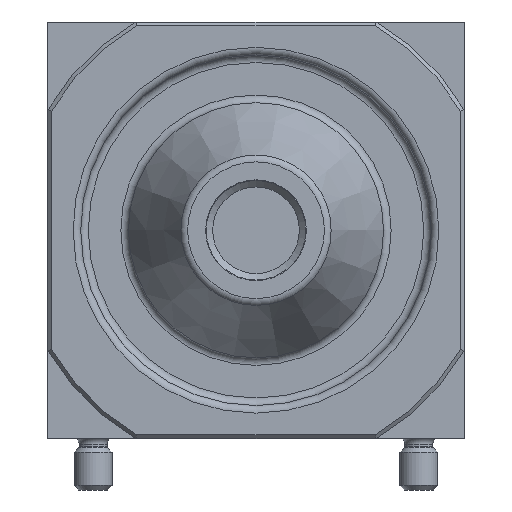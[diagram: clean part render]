
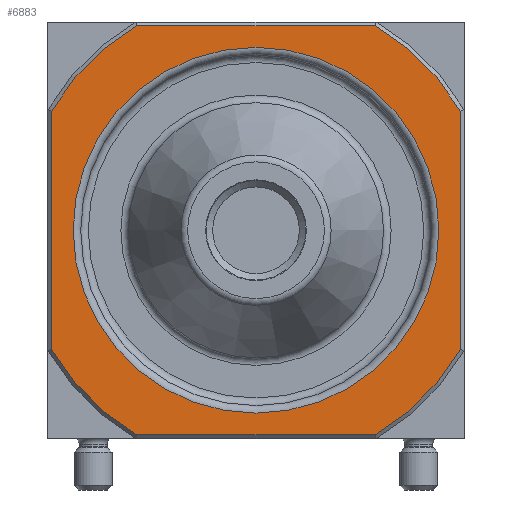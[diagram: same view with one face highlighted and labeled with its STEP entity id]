
A CAD part, front view. The second image highlights one B-rep face of the part: STEP entity #6883.
In plain terms, the highlighted planar face has unit normal (0, -1, 0).
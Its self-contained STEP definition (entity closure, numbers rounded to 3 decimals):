
#137=LINE('',#9628,#495);
#138=LINE('',#9642,#496);
#139=LINE('',#9648,#497);
#140=LINE('',#9652,#498);
#495=VECTOR('',#7980,1000.);
#496=VECTOR('',#7985,1000.);
#497=VECTOR('',#7990,1000.);
#498=VECTOR('',#7993,1000.);
#815=PLANE('',#7257);
#1158=ORIENTED_EDGE('',*,*,#2497,.F.);
#1159=ORIENTED_EDGE('',*,*,#2498,.T.);
#1160=ORIENTED_EDGE('',*,*,#2499,.T.);
#1161=ORIENTED_EDGE('',*,*,#2494,.T.);
#1162=ORIENTED_EDGE('',*,*,#2500,.T.);
#1163=ORIENTED_EDGE('',*,*,#2501,.F.);
#1164=ORIENTED_EDGE('',*,*,#2502,.T.);
#1165=ORIENTED_EDGE('',*,*,#2503,.F.);
#1166=ORIENTED_EDGE('',*,*,#2504,.T.);
#2494=EDGE_CURVE('',#3158,#3159,#137,.T.);
#2497=EDGE_CURVE('',#3160,#3160,#3584,.T.);
#2498=EDGE_CURVE('',#3161,#3162,#138,.T.);
#2499=EDGE_CURVE('',#3162,#3158,#3585,.T.);
#2500=EDGE_CURVE('',#3159,#3163,#3586,.T.);
#2501=EDGE_CURVE('',#3164,#3163,#139,.T.);
#2502=EDGE_CURVE('',#3164,#3165,#3587,.T.);
#2503=EDGE_CURVE('',#3166,#3165,#140,.T.);
#2504=EDGE_CURVE('',#3166,#3161,#3588,.T.);
#3158=VERTEX_POINT('',#9629);
#3159=VERTEX_POINT('',#9630);
#3160=VERTEX_POINT('',#9641);
#3161=VERTEX_POINT('',#9643);
#3162=VERTEX_POINT('',#9644);
#3163=VERTEX_POINT('',#9647);
#3164=VERTEX_POINT('',#9649);
#3165=VERTEX_POINT('',#9651);
#3166=VERTEX_POINT('',#9653);
#3584=CIRCLE('',#7258,24.15);
#3585=CIRCLE('',#7259,31.25);
#3586=CIRCLE('',#7260,31.25);
#3587=CIRCLE('',#7261,31.25);
#3588=CIRCLE('',#7262,31.25);
#3859=EDGE_LOOP('',(#1158));
#3860=EDGE_LOOP('',(#1159,#1160,#1161,#1162,#1163,#1164,#1165,#1166));
#4277=FACE_BOUND('',#3859,.T.);
#4278=FACE_BOUND('',#3860,.T.);
#6883=ADVANCED_FACE('',(#4277,#4278),#815,.F.);
#7257=AXIS2_PLACEMENT_3D('',#9639,#7981,#7982);
#7258=AXIS2_PLACEMENT_3D('',#9640,#7983,#7984);
#7259=AXIS2_PLACEMENT_3D('',#9645,#7986,#7987);
#7260=AXIS2_PLACEMENT_3D('',#9646,#7988,#7989);
#7261=AXIS2_PLACEMENT_3D('',#9650,#7991,#7992);
#7262=AXIS2_PLACEMENT_3D('',#9654,#7994,#7995);
#7980=DIRECTION('',(0.,0.,-1.));
#7981=DIRECTION('',(0.,1.,0.));
#7982=DIRECTION('',(0.,0.,1.));
#7983=DIRECTION('',(0.,-1.,0.));
#7984=DIRECTION('',(0.,0.,-1.));
#7985=DIRECTION('',(-1.,0.,0.));
#7986=DIRECTION('',(0.,-1.,0.));
#7987=DIRECTION('',(0.,0.,-1.));
#7988=DIRECTION('',(0.,-1.,0.));
#7989=DIRECTION('',(0.,0.,-1.));
#7990=DIRECTION('',(-1.,0.,0.));
#7991=DIRECTION('',(0.,-1.,0.));
#7992=DIRECTION('',(0.,0.,-1.));
#7993=DIRECTION('',(0.,0.,-1.));
#7994=DIRECTION('',(0.,-1.,0.));
#7995=DIRECTION('',(0.,0.,-1.));
#9628=CARTESIAN_POINT('',(-27.,-27.5,27.5));
#9629=CARTESIAN_POINT('',(-27.,-27.5,15.734));
#9630=CARTESIAN_POINT('',(-27.,-27.5,-15.734));
#9639=CARTESIAN_POINT('',(-27.,-27.5,27.5));
#9640=CARTESIAN_POINT('',(0.,-27.5,0.));
#9641=CARTESIAN_POINT('',(0.,-27.5,-24.15));
#9642=CARTESIAN_POINT('',(33.,-27.5,27.));
#9643=CARTESIAN_POINT('',(15.734,-27.5,27.));
#9644=CARTESIAN_POINT('',(-15.734,-27.5,27.));
#9645=CARTESIAN_POINT('',(0.,-27.5,0.));
#9646=CARTESIAN_POINT('',(0.,-27.5,0.));
#9647=CARTESIAN_POINT('',(-15.734,-27.5,-27.));
#9648=CARTESIAN_POINT('',(33.,-27.5,-27.));
#9649=CARTESIAN_POINT('',(15.734,-27.5,-27.));
#9650=CARTESIAN_POINT('',(0.,-27.5,0.));
#9651=CARTESIAN_POINT('',(27.,-27.5,-15.734));
#9652=CARTESIAN_POINT('',(27.,-27.5,27.5));
#9653=CARTESIAN_POINT('',(27.,-27.5,15.734));
#9654=CARTESIAN_POINT('',(0.,-27.5,0.));
